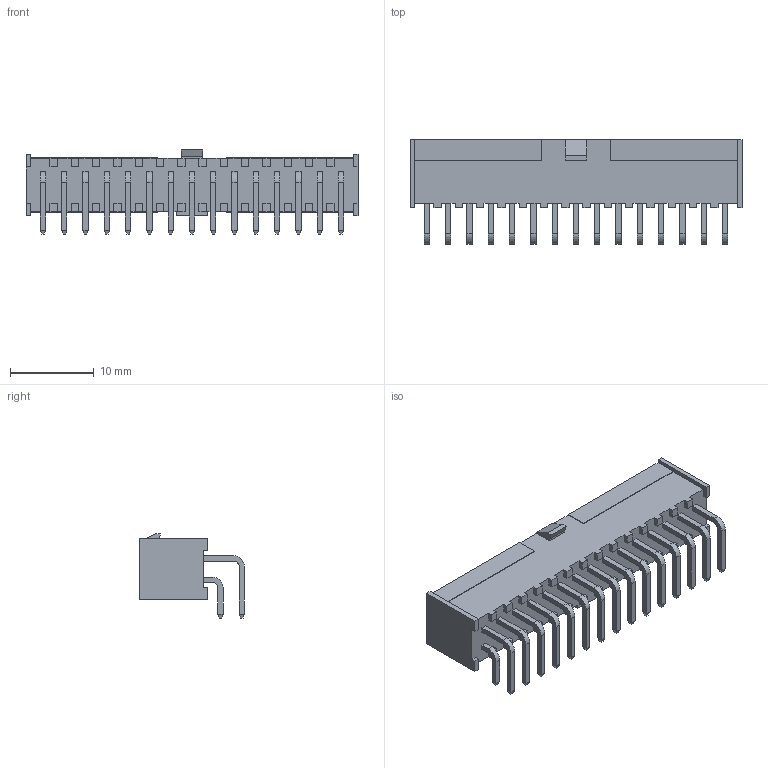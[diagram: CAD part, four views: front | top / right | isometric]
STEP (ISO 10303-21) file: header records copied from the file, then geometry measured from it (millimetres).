
FILE_DESCRIPTION (( 'STEP AP203' ), '1' );
FILE_NAME ('IPL1-115-01-X-D-RA-K.step', '2013-03-12T16:49:21', ( 'Test' ), ( 'SAMTEC' ), 'SwSTEP 2.0', 'SolidWorks 2012', '' );
FILE_SCHEMA (( 'CONFIG_CONTROL_DESIGN' ));
Length unit declared in the file: inch
Products named in the file (1): IPL1-115-01-X-D-RA-K
Bounding box: 39.62 x 12.51 x 10.03 mm (x, y, z)
Volume: 1026.1 mm3; surface area: 3994.1 mm2
Topology: 1 solids, 1 shells, 1049 faces, 2676 edges, 1704 vertices
Faces by surface type: plane 989, cylinder 60
Entity records: 30889 total; most frequent: CARTESIAN_POINT 5430, ORIENTED_EDGE 5352, DIRECTION 4896, EDGE_CURVE 2676, LINE 2556, VECTOR 2556, VERTEX_POINT 1704, AXIS2_PLACEMENT_3D 1170
